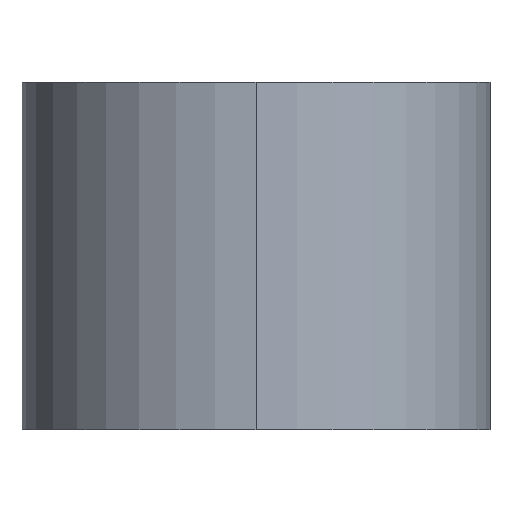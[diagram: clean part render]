
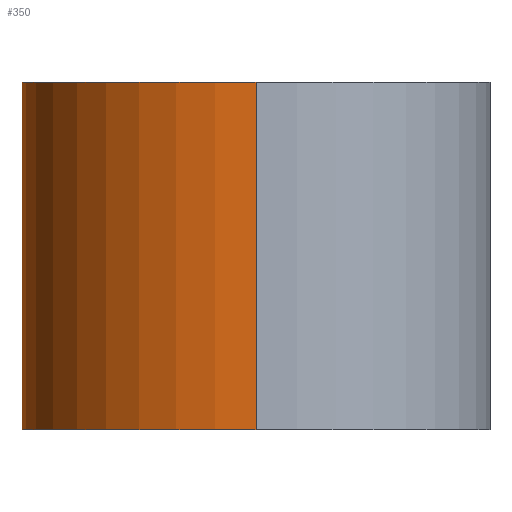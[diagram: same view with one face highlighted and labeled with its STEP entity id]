
A CAD part, left-side view. The second image highlights one B-rep face of the part: STEP entity #350.
In plain terms, the highlighted cylindrical face has radius 3.635 mm (diameter 7.27 mm), a partial arc.
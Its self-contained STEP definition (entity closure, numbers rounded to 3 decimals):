
#21 = FACE_OUTER_BOUND ( 'NONE', #817, .T. ) ;
#29 = ORIENTED_EDGE ( 'NONE', *, *, #949, .T. ) ;
#30 = ORIENTED_EDGE ( 'NONE', *, *, #598, .T. ) ;
#44 = VERTEX_POINT ( 'NONE', #63 ) ;
#48 = EDGE_CURVE ( 'NONE', #206, #44, #548, .T. ) ;
#63 = CARTESIAN_POINT ( 'NONE',  ( 3.635, 0., 4.55 ) ) ;
#66 = AXIS2_PLACEMENT_3D ( 'NONE', #680, #1000, #920 ) ;
#76 = CARTESIAN_POINT ( 'NONE',  ( 3.635, 0., 5.4 ) ) ;
#116 = DIRECTION ( 'NONE',  ( 0., 0., -1. ) ) ;
#127 = DIRECTION ( 'NONE',  ( 1., 0., 0. ) ) ;
#178 = DIRECTION ( 'NONE',  ( 0., 0., 1. ) ) ;
#184 = ORIENTED_EDGE ( 'NONE', *, *, #304, .T. ) ;
#206 = VERTEX_POINT ( 'NONE', #76 ) ;
#220 = CARTESIAN_POINT ( 'NONE',  ( 3.635, 0., 5.4 ) ) ;
#229 = VERTEX_POINT ( 'NONE', #646 ) ;
#259 = DIRECTION ( 'NONE',  ( 1., 0., 0. ) ) ;
#266 = DIRECTION ( 'NONE',  ( 0., 0., -1. ) ) ;
#289 = ORIENTED_EDGE ( 'NONE', *, *, #1047, .F. ) ;
#304 = EDGE_CURVE ( 'NONE', #863, #731, #889, .T. ) ;
#322 = VECTOR ( 'NONE', #597, 1000. ) ;
#345 = VERTEX_POINT ( 'NONE', #748 ) ;
#350 = ADVANCED_FACE ( 'NONE', ( #21 ), #685, .T. ) ;
#407 = ORIENTED_EDGE ( 'NONE', *, *, #908, .F. ) ;
#413 = VERTEX_POINT ( 'NONE', #497 ) ;
#432 = AXIS2_PLACEMENT_3D ( 'NONE', #675, #116, #259 ) ;
#453 = CIRCLE ( 'NONE', #66, 3.635 ) ;
#454 = LINE ( 'NONE', #220, #469 ) ;
#469 = VECTOR ( 'NONE', #1036, 1000. ) ;
#497 = CARTESIAN_POINT ( 'NONE',  ( -3.635, 0., 0. ) ) ;
#515 = ORIENTED_EDGE ( 'NONE', *, *, #919, .F. ) ;
#521 = AXIS2_PLACEMENT_3D ( 'NONE', #903, #178, #127 ) ;
#548 = LINE ( 'NONE', #706, #773 ) ;
#555 = CIRCLE ( 'NONE', #521, 3.635 ) ;
#578 = LINE ( 'NONE', #899, #322 ) ;
#583 = VERTEX_POINT ( 'NONE', #716 ) ;
#588 = VECTOR ( 'NONE', #763, 1000. ) ;
#597 = DIRECTION ( 'NONE',  ( 0., 0., -1. ) ) ;
#598 = EDGE_CURVE ( 'NONE', #731, #583, #454, .T. ) ;
#643 = CARTESIAN_POINT ( 'NONE',  ( 0., 0., 4.55 ) ) ;
#646 = CARTESIAN_POINT ( 'NONE',  ( 2.224, 2.875, 4.55 ) ) ;
#675 = CARTESIAN_POINT ( 'NONE',  ( 0., 0., 2.6 ) ) ;
#680 = CARTESIAN_POINT ( 'NONE',  ( 0., 0., 5.4 ) ) ;
#682 = ORIENTED_EDGE ( 'NONE', *, *, #973, .F. ) ;
#685 = CYLINDRICAL_SURFACE ( 'NONE', #725, 3.635 ) ;
#690 = CIRCLE ( 'NONE', #857, 3.635 ) ;
#691 = CARTESIAN_POINT ( 'NONE',  ( 2.224, 2.875, 2.6 ) ) ;
#696 = DIRECTION ( 'NONE',  ( 1., 0., 0. ) ) ;
#706 = CARTESIAN_POINT ( 'NONE',  ( 3.635, 0., 5.4 ) ) ;
#716 = CARTESIAN_POINT ( 'NONE',  ( 3.635, 0., 0. ) ) ;
#725 = AXIS2_PLACEMENT_3D ( 'NONE', #752, #266, #1001 ) ;
#731 = VERTEX_POINT ( 'NONE', #880 ) ;
#748 = CARTESIAN_POINT ( 'NONE',  ( -3.635, 0., 5.4 ) ) ;
#752 = CARTESIAN_POINT ( 'NONE',  ( 0., 0., 5.4 ) ) ;
#763 = DIRECTION ( 'NONE',  ( 0., 0., 1. ) ) ;
#773 = VECTOR ( 'NONE', #788, 1000. ) ;
#788 = DIRECTION ( 'NONE',  ( 0., 0., -1. ) ) ;
#817 = EDGE_LOOP ( 'NONE', ( #515, #1013, #289, #682, #184, #30, #29, #407 ) ) ;
#820 = CARTESIAN_POINT ( 'NONE',  ( 2.224, 2.875, 2.6 ) ) ;
#857 = AXIS2_PLACEMENT_3D ( 'NONE', #643, #928, #696 ) ;
#863 = VERTEX_POINT ( 'NONE', #820 ) ;
#880 = CARTESIAN_POINT ( 'NONE',  ( 3.635, 0., 2.6 ) ) ;
#889 = CIRCLE ( 'NONE', #432, 3.635 ) ;
#899 = CARTESIAN_POINT ( 'NONE',  ( -3.635, 0., 5.4 ) ) ;
#903 = CARTESIAN_POINT ( 'NONE',  ( 0., 0., 0. ) ) ;
#908 = EDGE_CURVE ( 'NONE', #345, #413, #578, .T. ) ;
#919 = EDGE_CURVE ( 'NONE', #206, #345, #453, .T. ) ;
#920 = DIRECTION ( 'NONE',  ( 1., 0., 0. ) ) ;
#928 = DIRECTION ( 'NONE',  ( 0., 0., -1. ) ) ;
#949 = EDGE_CURVE ( 'NONE', #583, #413, #555, .T. ) ;
#973 = EDGE_CURVE ( 'NONE', #863, #229, #1027, .T. ) ;
#1000 = DIRECTION ( 'NONE',  ( 0., 0., 1. ) ) ;
#1001 = DIRECTION ( 'NONE',  ( -1., 0., 0. ) ) ;
#1013 = ORIENTED_EDGE ( 'NONE', *, *, #48, .T. ) ;
#1027 = LINE ( 'NONE', #691, #588 ) ;
#1036 = DIRECTION ( 'NONE',  ( 0., 0., -1. ) ) ;
#1047 = EDGE_CURVE ( 'NONE', #229, #44, #690, .T. ) ;
